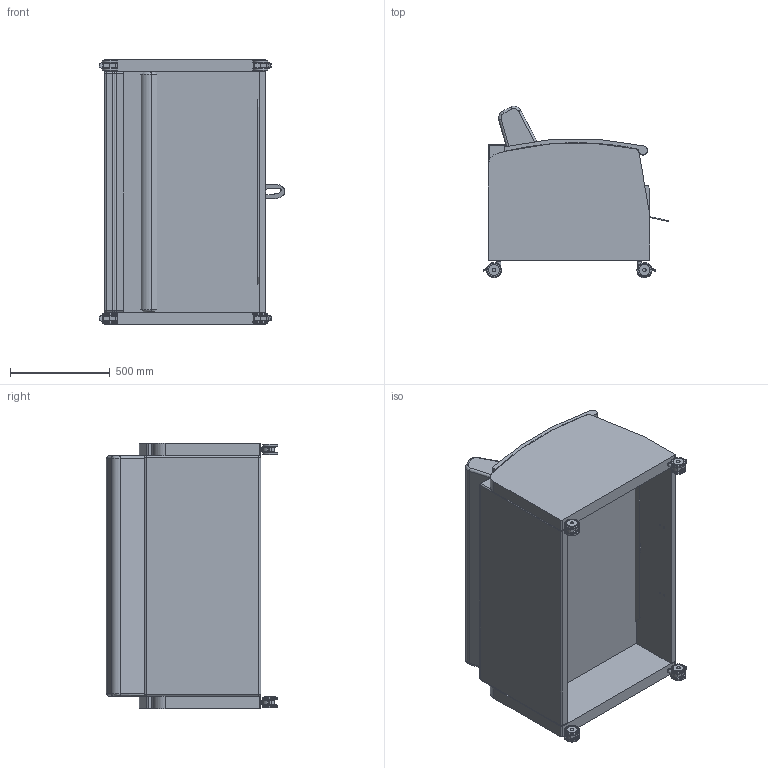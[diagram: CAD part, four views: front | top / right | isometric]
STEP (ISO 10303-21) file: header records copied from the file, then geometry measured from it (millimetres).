
FILE_DESCRIPTION(/* description */ (''),/* implementation_level */ '2;1');
FILE_NAME(/* name */ 'L1900U sitting.stp',/* time_stamp */ '2017-02-06T14:40:06-05:00',/* author */ ('emerkel'),/* organization */ (''),/* preprocessor_version */ 'ST-DEVELOPER v16.5',/* originating_system */ 'Autodesk Inventor 2017',/* authorisation */ '');
FILE_SCHEMA (('AUTOMOTIVE_DESIGN { 1 0 10303 214 3 1 1 }'));
Length unit declared in the file: inch
Products named in the file (15): F0900 sitting; E0800 UARM L; E0800 UARM R; UFBACK E0900; UOBACK 0900; UPOUT 0900; USEAT 0900; FL1010-1 MAC BLK-A; USEATX 0900; CAST COL 3"LC; CAST COL LOCK; CAST COL 3IN CENTER; CAST COL 3IN WHEEL; CAST COL 3IN INNER WHEEL; CSTR STEM 1.5C
Assembly tree (20 placements, depth 3):
  F0900 sitting
    E0800 UARM L
    E0800 UARM R
    UFBACK E0900
    UOBACK 0900
    UPOUT 0900
    USEAT 0900
    FL1010-1 MAC BLK-A  x2
    USEATX 0900
    CAST COL 3"LC  x4
      CAST COL 3IN WHEEL
      CAST COL LOCK
      CAST COL 3IN CENTER
      CAST COL 3IN INNER WHEEL
      CSTR STEM 1.5C
Bounding box: 934.17 x 860.54 x 1333.5 mm (x, y, z)
Volume: 396128693.3 mm3; surface area: 10817770.5 mm2
Topology: 37 solids, 37 shells, 764 faces, 1650 edges, 1022 vertices
Faces by surface type: cylinder 298, plane 230, torus 150, sphere 40, bspline 34, cone 12
Full cylindrical faces by diameter (mm): 4.366 x10, 7.938 x11, 8.89 x4, 9.525 x4, 10.998 x4, 17.462 x4, 17.475 x4, 17.526 x8, 20.747 x4, 55.88 x8, 55.956 x8, 75.006 x8
Entity records: 10564 total; most frequent: CARTESIAN_POINT 3474, DIRECTION 1464, ORIENTED_EDGE 1290, EDGE_CURVE 645, AXIS2_PLACEMENT_3D 587, VERTEX_POINT 427, EDGE_LOOP 378, FACE_OUTER_BOUND 305
